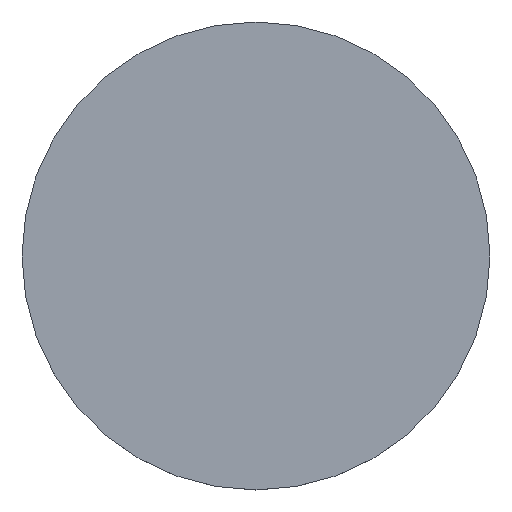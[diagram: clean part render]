
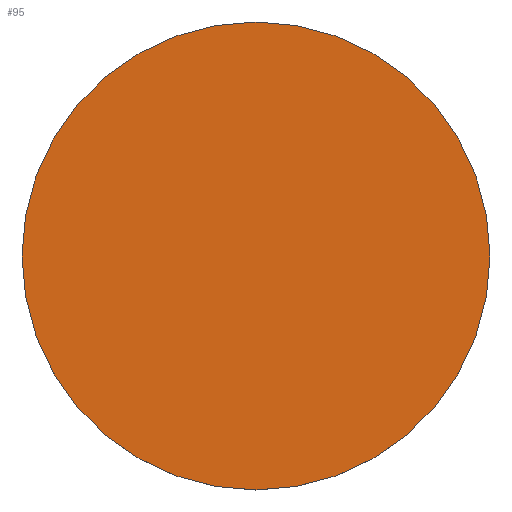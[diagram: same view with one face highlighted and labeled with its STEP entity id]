
A CAD part, top view. The second image highlights one B-rep face of the part: STEP entity #95.
In plain terms, the highlighted planar face has unit normal (0, 0, 1).
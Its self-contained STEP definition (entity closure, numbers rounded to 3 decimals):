
#6 = CIRCLE ( 'NONE', #25, 6.5 ) ;
#10 = EDGE_CURVE ( 'NONE', #19, #20, #6, .T. ) ;
#11 = AXIS2_PLACEMENT_3D ( 'NONE', #78, #68, #50 ) ;
#19 = VERTEX_POINT ( 'NONE', #145 ) ;
#20 = VERTEX_POINT ( 'NONE', #144 ) ;
#23 = ORIENTED_EDGE ( 'NONE', *, *, #96, .T. ) ;
#25 = AXIS2_PLACEMENT_3D ( 'NONE', #90, #110, #80 ) ;
#49 = DIRECTION ( 'NONE',  ( 1., 0., 0. ) ) ;
#50 = DIRECTION ( 'NONE',  ( 1., 0., 0. ) ) ;
#53 = ORIENTED_EDGE ( 'NONE', *, *, #10, .T. ) ;
#60 = CARTESIAN_POINT ( 'NONE',  ( 0., 0., 0.25 ) ) ;
#68 = DIRECTION ( 'NONE',  ( 0., 0., 1. ) ) ;
#70 = EDGE_LOOP ( 'NONE', ( #53, #23 ) ) ;
#78 = CARTESIAN_POINT ( 'NONE',  ( 0., 0., 0.25 ) ) ;
#80 = DIRECTION ( 'NONE',  ( 1., 0., 0. ) ) ;
#90 = CARTESIAN_POINT ( 'NONE',  ( 0., 0., 0.25 ) ) ;
#95 = ADVANCED_FACE ( 'NONE', ( #129 ), #128, .T. ) ;
#96 = EDGE_CURVE ( 'NONE', #20, #19, #141, .T. ) ;
#108 = DIRECTION ( 'NONE',  ( 0., 0., 1. ) ) ;
#110 = DIRECTION ( 'NONE',  ( 0., 0., 1. ) ) ;
#112 = AXIS2_PLACEMENT_3D ( 'NONE', #60, #108, #49 ) ;
#128 = PLANE ( 'NONE',  #112 ) ;
#129 = FACE_OUTER_BOUND ( 'NONE', #70, .T. ) ;
#141 = CIRCLE ( 'NONE', #11, 6.5 ) ;
#144 = CARTESIAN_POINT ( 'NONE',  ( 6.5, 0., 0.25 ) ) ;
#145 = CARTESIAN_POINT ( 'NONE',  ( -6.5, 0., 0.25 ) ) ;
